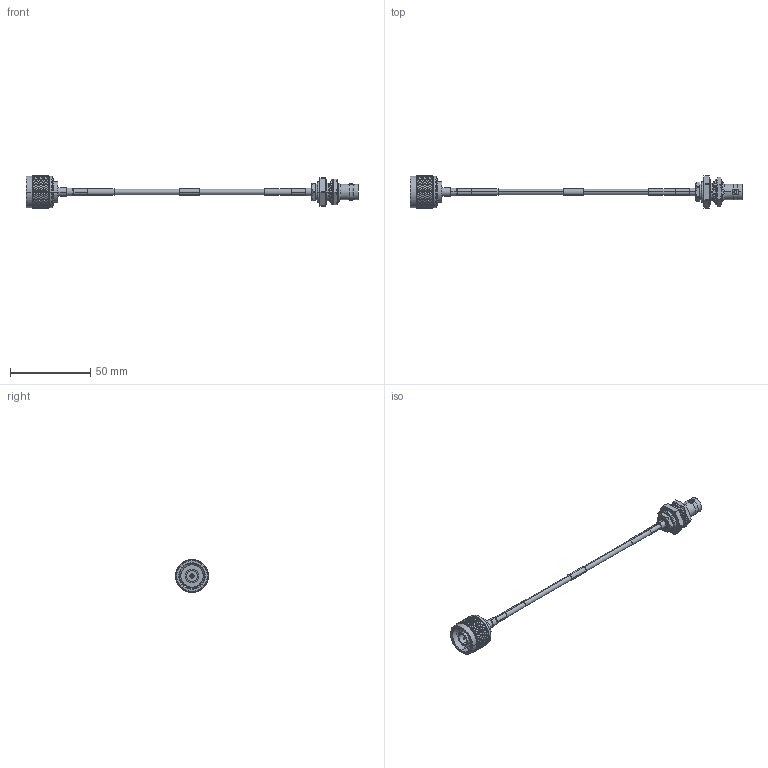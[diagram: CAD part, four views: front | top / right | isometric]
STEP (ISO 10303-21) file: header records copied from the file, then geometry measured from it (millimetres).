
FILE_DESCRIPTION (( 'STEP AP214' ), '1' );
FILE_NAME ('LCCA30504_3D.STEP', '2020-05-04T19:43:37', ( '' ), ( '' ), 'SwSTEP 2.0', 'SolidWorks 2018', '' );
FILE_SCHEMA (( 'AUTOMOTIVE_DESIGN' ));
Length unit declared in the file: inch
Products named in the file (6): LC141TBJ-PROD; LCCN3051; LCCA30504_3D; LC141TBJ (141 Formable with HeatShrink); LCCN3065; 1AW01-003_.152 ID
Assembly tree (7 placements, depth 3):
  LCCA30504_3D
    LC141TBJ-PROD
      LC141TBJ (141 Formable with HeatShrink)
      1AW01-003_.152 ID  x3
    LCCN3051
    LCCN3065
Bounding box: 206.5 x 20.32 x 20.32 mm (x, y, z)
Volume: 8662.1 mm3; surface area: 10550.2 mm2
Topology: 11 solids, 11 shells, 2627 faces, 5757 edges, 3177 vertices
Faces by surface type: bspline 1865, cylinder 603, plane 96, cone 59, torus 4
Entity records: 109266 total; most frequent: CARTESIAN_POINT 71975, ORIENTED_EDGE 11466, EDGE_CURVE 5733, VERTEX_POINT 3161, DIRECTION 2780, EDGE_LOOP 2652, ADVANCED_FACE 2615, FACE_OUTER_BOUND 2615
